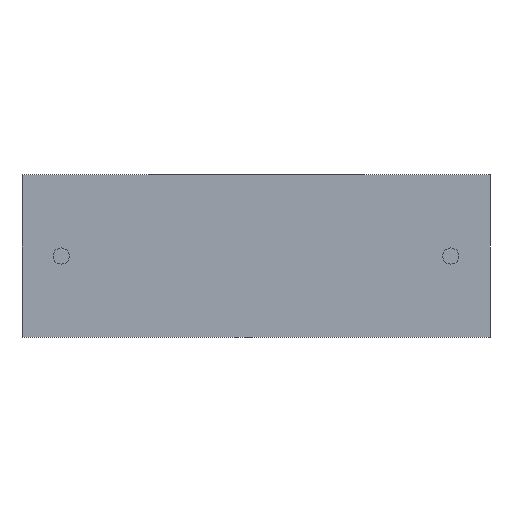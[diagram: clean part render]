
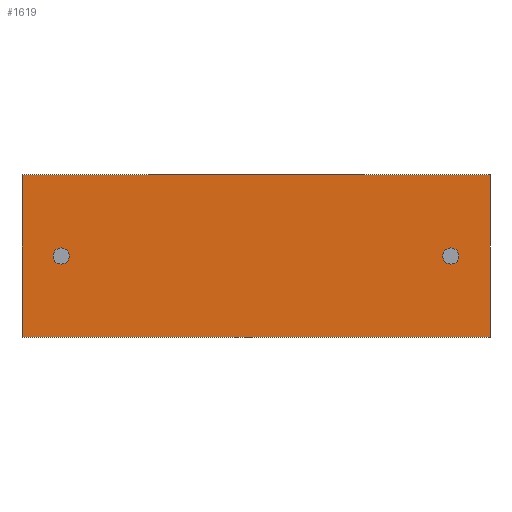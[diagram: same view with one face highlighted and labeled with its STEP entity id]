
A CAD part, front view. The second image highlights one B-rep face of the part: STEP entity #1619.
In plain terms, the highlighted planar face has unit normal (0, -1, 0).
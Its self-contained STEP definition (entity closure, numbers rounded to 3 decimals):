
#10 = PLANE ( 'NONE',  #420 ) ;
#21 = CARTESIAN_POINT ( 'NONE',  ( 27.95, 0., 5.825 ) ) ;
#60 = EDGE_CURVE ( 'NONE', #1657, #808, #307, .T. ) ;
#76 = VECTOR ( 'NONE', #2357, 1000. ) ;
#99 = DIRECTION ( 'NONE',  ( 0., -1., 0. ) ) ;
#107 = CARTESIAN_POINT ( 'NONE',  ( 2.55, 0., 5.3 ) ) ;
#137 = ORIENTED_EDGE ( 'NONE', *, *, #60, .T. ) ;
#183 = CARTESIAN_POINT ( 'NONE',  ( 27.95, 0., 5.3 ) ) ;
#189 = CARTESIAN_POINT ( 'NONE',  ( 30.5, 0., 10.6 ) ) ;
#216 = DIRECTION ( 'NONE',  ( 1., 0., 0. ) ) ;
#222 = EDGE_LOOP ( 'NONE', ( #1620, #894, #1241, #137 ) ) ;
#307 = LINE ( 'NONE', #2146, #2365 ) ;
#320 = CIRCLE ( 'NONE', #1294, 0.525 ) ;
#370 = CARTESIAN_POINT ( 'NONE',  ( 0., 0., 10.6 ) ) ;
#394 = DIRECTION ( 'NONE',  ( 0., 0., 1. ) ) ;
#420 = AXIS2_PLACEMENT_3D ( 'NONE', #1915, #1746, #394 ) ;
#470 = CARTESIAN_POINT ( 'NONE',  ( 2.55, 0., 4.775 ) ) ;
#543 = VECTOR ( 'NONE', #553, 1000. ) ;
#553 = DIRECTION ( 'NONE',  ( 1., 0., 0. ) ) ;
#606 = LINE ( 'NONE', #370, #543 ) ;
#636 = EDGE_CURVE ( 'NONE', #1367, #1621, #1230, .T. ) ;
#691 = ORIENTED_EDGE ( 'NONE', *, *, #636, .T. ) ;
#759 = DIRECTION ( 'NONE',  ( 0., 0., -1. ) ) ;
#801 = VERTEX_POINT ( 'NONE', #1615 ) ;
#808 = VERTEX_POINT ( 'NONE', #1054 ) ;
#812 = FACE_BOUND ( 'NONE', #2055, .T. ) ;
#869 = VERTEX_POINT ( 'NONE', #470 ) ;
#894 = ORIENTED_EDGE ( 'NONE', *, *, #1893, .F. ) ;
#899 = VERTEX_POINT ( 'NONE', #1314 ) ;
#915 = AXIS2_PLACEMENT_3D ( 'NONE', #2452, #1517, #759 ) ;
#959 = EDGE_LOOP ( 'NONE', ( #1283, #691 ) ) ;
#964 = ORIENTED_EDGE ( 'NONE', *, *, #2437, .F. ) ;
#989 = DIRECTION ( 'NONE',  ( 0., 0., -1. ) ) ;
#1037 = EDGE_CURVE ( 'NONE', #1657, #2211, #606, .T. ) ;
#1054 = CARTESIAN_POINT ( 'NONE',  ( 0., 0., 0. ) ) ;
#1089 = DIRECTION ( 'NONE',  ( 0., -1., 0. ) ) ;
#1133 = CIRCLE ( 'NONE', #1172, 0.525 ) ;
#1165 = EDGE_CURVE ( 'NONE', #1621, #1367, #2243, .T. ) ;
#1172 = AXIS2_PLACEMENT_3D ( 'NONE', #2021, #99, #1801 ) ;
#1210 = CARTESIAN_POINT ( 'NONE',  ( 0., 0., 0. ) ) ;
#1230 = CIRCLE ( 'NONE', #2453, 0.525 ) ;
#1241 = ORIENTED_EDGE ( 'NONE', *, *, #1037, .F. ) ;
#1283 = ORIENTED_EDGE ( 'NONE', *, *, #1165, .T. ) ;
#1294 = AXIS2_PLACEMENT_3D ( 'NONE', #107, #1089, #2019 ) ;
#1314 = CARTESIAN_POINT ( 'NONE',  ( 30.5, 0., 0. ) ) ;
#1367 = VERTEX_POINT ( 'NONE', #1421 ) ;
#1421 = CARTESIAN_POINT ( 'NONE',  ( 27.95, 0., 4.775 ) ) ;
#1517 = DIRECTION ( 'NONE',  ( 0., 1., 0. ) ) ;
#1564 = LINE ( 'NONE', #1210, #2297 ) ;
#1585 = DIRECTION ( 'NONE',  ( 0., 0., -1. ) ) ;
#1615 = CARTESIAN_POINT ( 'NONE',  ( 2.55, 0., 5.825 ) ) ;
#1619 = ADVANCED_FACE ( 'NONE', ( #1942, #1798, #812 ), #10, .F. ) ;
#1620 = ORIENTED_EDGE ( 'NONE', *, *, #1787, .T. ) ;
#1621 = VERTEX_POINT ( 'NONE', #21 ) ;
#1657 = VERTEX_POINT ( 'NONE', #1730 ) ;
#1730 = CARTESIAN_POINT ( 'NONE',  ( 0., 0., 10.6 ) ) ;
#1746 = DIRECTION ( 'NONE',  ( 0., 1., 0. ) ) ;
#1787 = EDGE_CURVE ( 'NONE', #808, #899, #1564, .T. ) ;
#1798 = FACE_OUTER_BOUND ( 'NONE', #222, .T. ) ;
#1801 = DIRECTION ( 'NONE',  ( 0., 0., 1. ) ) ;
#1845 = ORIENTED_EDGE ( 'NONE', *, *, #1863, .F. ) ;
#1863 = EDGE_CURVE ( 'NONE', #801, #869, #1133, .T. ) ;
#1893 = EDGE_CURVE ( 'NONE', #2211, #899, #1974, .T. ) ;
#1915 = CARTESIAN_POINT ( 'NONE',  ( 0., 0., 10.6 ) ) ;
#1942 = FACE_BOUND ( 'NONE', #959, .T. ) ;
#1974 = LINE ( 'NONE', #1989, #76 ) ;
#1989 = CARTESIAN_POINT ( 'NONE',  ( 30.5, 0., 10.6 ) ) ;
#2019 = DIRECTION ( 'NONE',  ( 0., 0., 1. ) ) ;
#2021 = CARTESIAN_POINT ( 'NONE',  ( 2.55, 0., 5.3 ) ) ;
#2055 = EDGE_LOOP ( 'NONE', ( #1845, #964 ) ) ;
#2116 = DIRECTION ( 'NONE',  ( 0., 1., 0. ) ) ;
#2146 = CARTESIAN_POINT ( 'NONE',  ( 0., 0., 10.6 ) ) ;
#2211 = VERTEX_POINT ( 'NONE', #189 ) ;
#2243 = CIRCLE ( 'NONE', #915, 0.525 ) ;
#2297 = VECTOR ( 'NONE', #216, 1000. ) ;
#2357 = DIRECTION ( 'NONE',  ( 0., 0., -1. ) ) ;
#2365 = VECTOR ( 'NONE', #1585, 1000. ) ;
#2437 = EDGE_CURVE ( 'NONE', #869, #801, #320, .T. ) ;
#2452 = CARTESIAN_POINT ( 'NONE',  ( 27.95, 0., 5.3 ) ) ;
#2453 = AXIS2_PLACEMENT_3D ( 'NONE', #183, #2116, #989 ) ;
